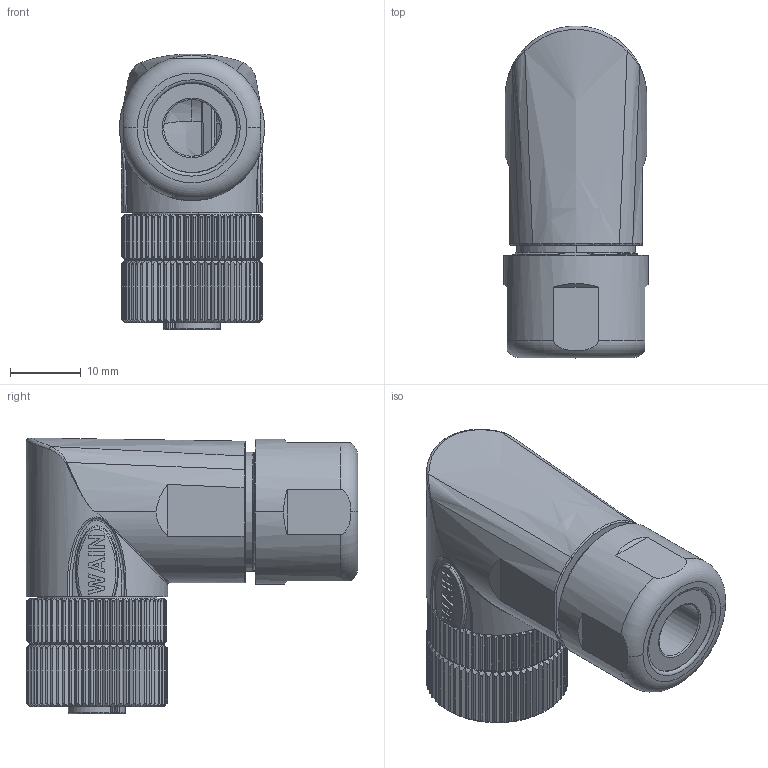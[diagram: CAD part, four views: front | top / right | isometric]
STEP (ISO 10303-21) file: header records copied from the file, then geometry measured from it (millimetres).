
FILE_DESCRIPTION((''),'2;1');
FILE_NAME('3D_1630035212001_M12-F03A-S-D6-','2024-01-16T',('lian.chen'),(''),'PRO/ENGINEER BY PARAMETRIC TECHNOLOGY CORPORATION, 2012480','PRO/ENGINEER BY PARAMETRIC TECHNOLOGY CORPORATION, 2012480','');
FILE_SCHEMA(('CONFIG_CONTROL_DESIGN'));
Products named in the file (1): 3D_1630035212001_M12-F03A-S-D6-
Bounding box: 20.5 x 46.9 x 39 mm (x, y, z)
Volume: 13533.6 mm3; surface area: 16495.9 mm2
Topology: 1 solids, 3 shells, 2602 faces, 7234 edges, 4547 vertices
Faces by surface type: cylinder 747, plane 655, cone 424, bspline 385, torus 239, sphere 90, extrusion 62
Entity records: 123740 total; most frequent: CARTESIAN_POINT 63276, ORIENTED_EDGE 14320, DIRECTION 10455, EDGE_CURVE 7160, VERTEX_POINT 4547, AXIS2_PLACEMENT_3D 4221, B_SPLINE_CURVE_WITH_KNOTS 3205, EDGE_LOOP 2715
